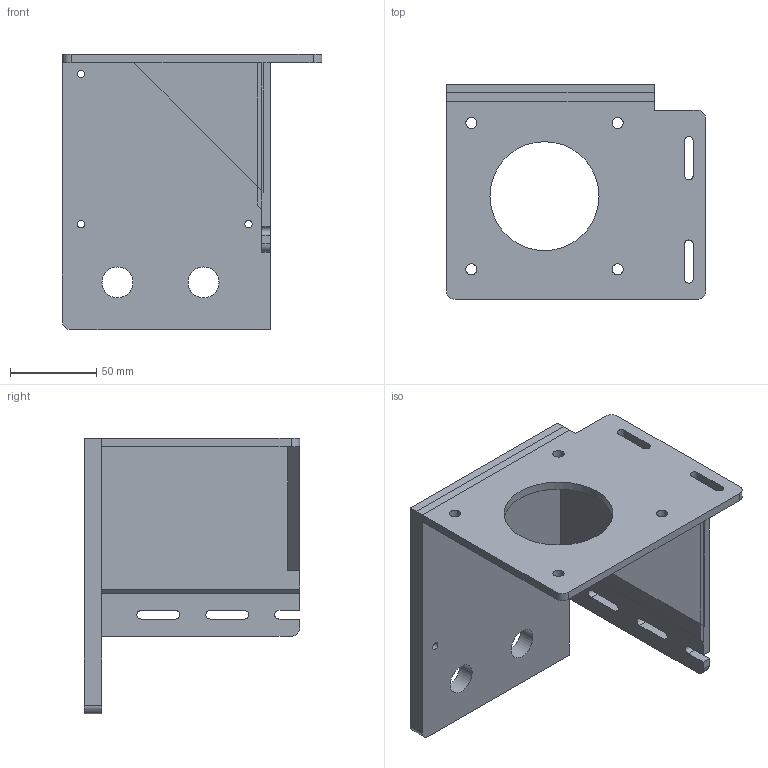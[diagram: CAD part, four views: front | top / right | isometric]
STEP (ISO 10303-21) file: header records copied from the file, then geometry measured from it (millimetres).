
FILE_DESCRIPTION(('FreeCAD Model'),'2;1');
FILE_NAME('Open CASCADE Shape Model','2025-08-12T13:38:39',(''),(''), 'Open CASCADE STEP processor 7.8','FreeCAD','Unknown');
FILE_SCHEMA(('AUTOMOTIVE_DESIGN { 1 0 10303 214 1 1 1 1 }'));
Length unit declared in the file: millimetre
Products named in the file (1): Motor1100Bracket
Bounding box: 150.59 x 125 x 160 mm (x, y, z)
Volume: 359456.8 mm3; surface area: 105438.1 mm2
Topology: 1 solids, 1 shells, 68 faces, 188 edges, 122 vertices
Faces by surface type: plane 43, cylinder 25
Full cylindrical faces by diameter (mm): 4.3 x4, 6.5 x4, 18 x2, 63.3 x1
Entity records: 4732 total; most frequent: CARTESIAN_POINT 839, DIRECTION 738, LINE 464, VECTOR 464, ORIENTED_EDGE 376, PCURVE 376, DEFINITIONAL_REPRESENTATION 376, EDGE_CURVE 188
